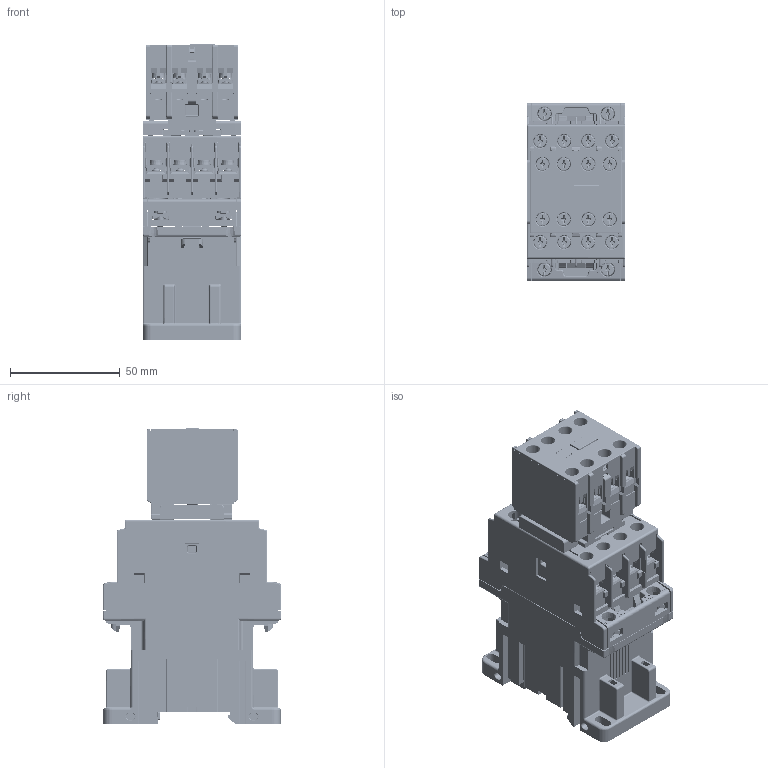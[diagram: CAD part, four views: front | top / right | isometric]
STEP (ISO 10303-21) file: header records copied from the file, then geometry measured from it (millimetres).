
FILE_DESCRIPTION(/* description */ (''),/* implementation_level */ '2;1');
FILE_NAME(/* name */ 'FILE_STP_CAD_DRAWING_3d_bfs09-25-DC_prt.stp',/* time_stamp */ '2024-07-19T08:43:53+02:00',/* author */ (''),/* organization */ (''),/* preprocessor_version */ 'ST-DEVELOPER v16.7',/* originating_system */ 'SIEMENS PLM Software NX 12.0',/* authorisation */ '');
FILE_SCHEMA (('AUTOMOTIVE_DESIGN { 1 0 10303 214 3 1 1 1 }'));
Products named in the file (1): 3d_bfs09-25-DC
Bounding box: 45 x 81 x 135.03 mm (x, y, z)
Surface area: 98166.1 mm2 (no closed solid volume)
Topology: 0 solids, 230 shells, 6063 faces, 22490 edges, 16300 vertices
Faces by surface type: plane 3344, cylinder 1991, bspline 256, torus 229, sphere 128, cone 113, extrusion 2
Full cylindrical faces by diameter (mm): 0.8 x2, 2 x1, 2.2 x8, 2.3 x8, 2.4 x4, 2.459 x4, 2.5 x4, 2.85 x12, 3 x18, 3.04 x8, 3.4 x4, 3.48 x12, 3.5 x4, 3.54 x4, 3.8 x4, 4.2 x4, 6.2 x16
Entity records: 245420 total; most frequent: CARTESIAN_POINT 56949, DIRECTION 38640, ORIENTED_EDGE 35274, EDGE_CURVE 22066, VERTEX_POINT 16218, VECTOR 14952, LINE 14950, AXIS2_PLACEMENT_3D 11844
